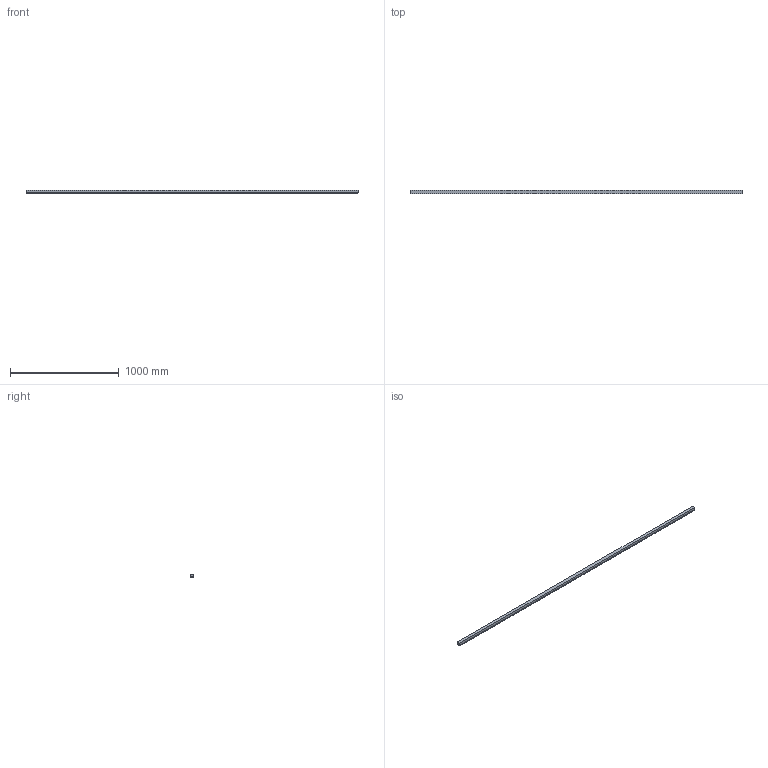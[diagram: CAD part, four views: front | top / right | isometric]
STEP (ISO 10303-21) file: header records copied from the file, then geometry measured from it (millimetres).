
FILE_DESCRIPTION(('STEP AP214'),'1');
FILE_NAME('146-030-030.stp','2017-10-09T07:40:37',('TraceParts'),('TraceParts S.A.'),'Spatial InterOp 3D',' ',' ');
FILE_SCHEMA(('automotive_design'));
Length unit declared in the file: millimetre
Products named in the file (1): 146-030-030
Bounding box: 3052.98 x 30 x 29.75 mm (x, y, z)
Volume: 2433645.1 mm3; surface area: 438682.9 mm2
Topology: 1 solids, 1 shells, 1302 faces, 3900 edges, 2600 vertices
Faces by surface type: plane 1302
Entity records: 53365 total; most frequent: CARTESIAN_POINT 7803, ORIENTED_EDGE 7800, DIRECTION 6506, EDGE_CURVE 3900, LINE 3900, VECTOR 3900, VERTEX_POINT 2600, STYLED_ITEM 1303
